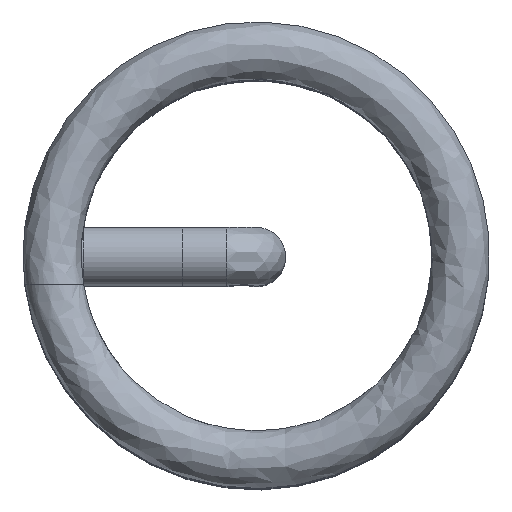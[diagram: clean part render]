
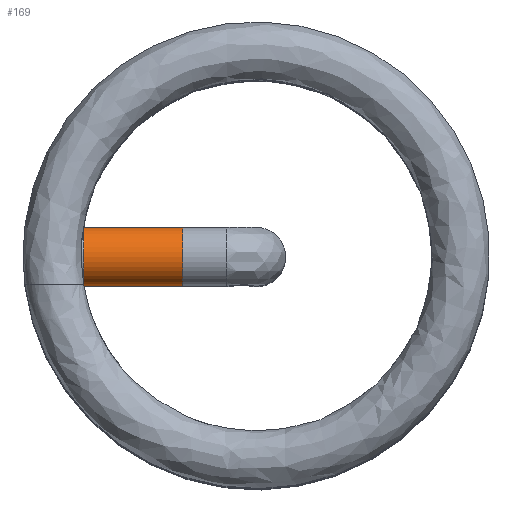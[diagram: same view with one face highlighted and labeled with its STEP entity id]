
A CAD part, top view. The second image highlights one B-rep face of the part: STEP entity #169.
In plain terms, the highlighted cylindrical face has radius 0.4 mm (diameter 0.8 mm), a full revolution.
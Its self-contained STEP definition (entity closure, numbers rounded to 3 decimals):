
#149 = VERTEX_POINT('',#150);
#150 = CARTESIAN_POINT('',(-1.,0.4,5.3));
#156 = EDGE_CURVE('',#149,#149,#157,.T.);
#157 = CIRCLE('',#158,0.4);
#158 = AXIS2_PLACEMENT_3D('',#159,#160,#161);
#159 = CARTESIAN_POINT('',(-1.,0.,5.3));
#160 = DIRECTION('',(-1.,0.,0.));
#161 = DIRECTION('',(0.,1.,0.));
#169 = ADVANCED_FACE('',(#170),#198,.T.);
#170 = FACE_BOUND('',#171,.T.);
#171 = EDGE_LOOP('',(#172,#173,#181,#190,#197));
#172 = ORIENTED_EDGE('',*,*,#156,.T.);
#173 = ORIENTED_EDGE('',*,*,#174,.T.);
#174 = EDGE_CURVE('',#149,#175,#177,.T.);
#175 = VERTEX_POINT('',#176);
#176 = CARTESIAN_POINT('',(-2.35,0.4,5.3));
#177 = LINE('',#178,#179);
#178 = CARTESIAN_POINT('',(-1.,0.4,5.3));
#179 = VECTOR('',#180,1.);
#180 = DIRECTION('',(-1.,0.,0.));
#181 = ORIENTED_EDGE('',*,*,#182,.F.);
#182 = EDGE_CURVE('',#183,#175,#185,.T.);
#183 = VERTEX_POINT('',#184);
#184 = CARTESIAN_POINT('',(-2.35,-0.4,5.3));
#185 = CIRCLE('',#186,0.4);
#186 = AXIS2_PLACEMENT_3D('',#187,#188,#189);
#187 = CARTESIAN_POINT('',(-2.35,0.,5.3));
#188 = DIRECTION('',(-1.,0.,0.));
#189 = DIRECTION('',(0.,1.,0.));
#190 = ORIENTED_EDGE('',*,*,#191,.F.);
#191 = EDGE_CURVE('',#175,#183,#192,.T.);
#192 = CIRCLE('',#193,0.4);
#193 = AXIS2_PLACEMENT_3D('',#194,#195,#196);
#194 = CARTESIAN_POINT('',(-2.35,0.,5.3));
#195 = DIRECTION('',(-1.,0.,0.));
#196 = DIRECTION('',(0.,1.,0.));
#197 = ORIENTED_EDGE('',*,*,#174,.F.);
#198 = CYLINDRICAL_SURFACE('',#199,0.4);
#199 = AXIS2_PLACEMENT_3D('',#200,#201,#202);
#200 = CARTESIAN_POINT('',(-1.,0.,5.3));
#201 = DIRECTION('',(-1.,0.,0.));
#202 = DIRECTION('',(0.,1.,0.));
